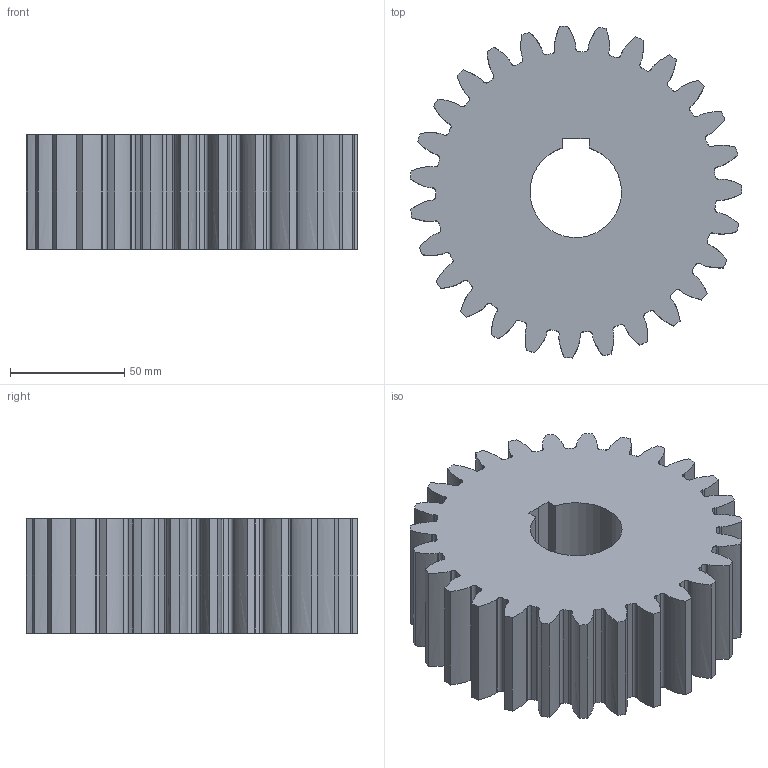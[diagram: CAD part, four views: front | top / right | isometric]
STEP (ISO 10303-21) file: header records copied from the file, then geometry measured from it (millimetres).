
FILE_DESCRIPTION(('CATIA V5 STEP Exchange'),'2;1');
FILE_NAME('3_driving_Gear.stp','2020-06-22T19:20:18+00:00',('none'),('none'),'CATIA Version 5 Release 21 GA (IN-10)','CATIA V5 STEP AP203','none');
FILE_SCHEMA(('CONFIG_CONTROL_DESIGN'));
Length unit declared in the file: millimetre
Products named in the file (1): Parametric Gear
Bounding box: 144.79 x 144.9 x 50 mm (x, y, z)
Volume: 640593.4 mm3; surface area: 74822.9 mm2
Topology: 1 solids, 1 shells, 223 faces, 663 edges, 442 vertices
Faces by surface type: cylinder 109, plane 60, extrusion 54
Entity records: 13048 total; most frequent: CARTESIAN_POINT 7434, ORIENTED_EDGE 1326, DIRECTION 845, EDGE_CURVE 663, VERTEX_POINT 442, VECTOR 391, AXIS2_PLACEMENT_3D 337, LINE 337
